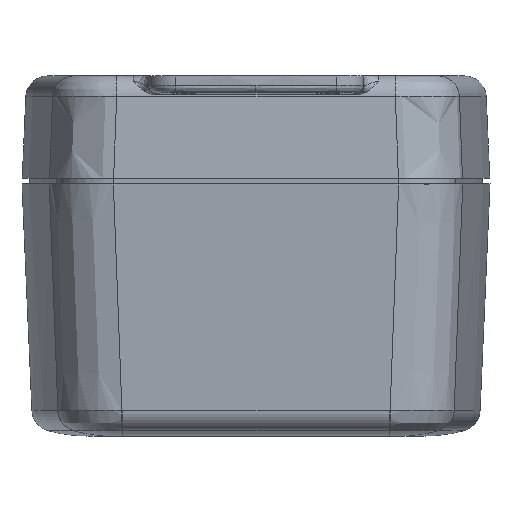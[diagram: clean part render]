
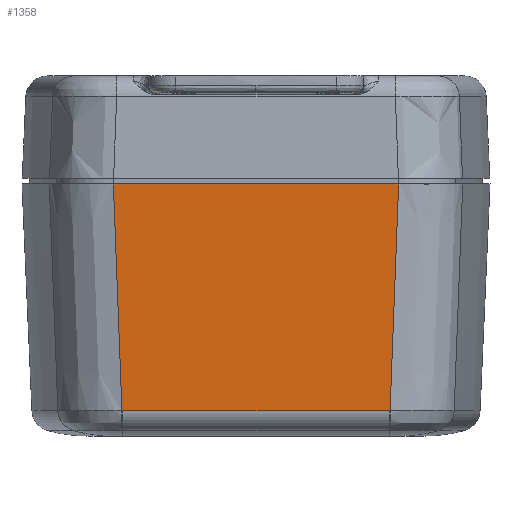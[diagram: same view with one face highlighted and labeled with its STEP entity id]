
A CAD part, left-side view. The second image highlights one B-rep face of the part: STEP entity #1358.
In plain terms, the highlighted face is planar.
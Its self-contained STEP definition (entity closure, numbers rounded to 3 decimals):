
#386 = EDGE_LOOP ( 'NONE', ( #17109, #18139, #21981, #34232, #16694, #26671 ) ) ;
#870 = CARTESIAN_POINT ( 'NONE',  ( 58.626, -18.485, -3.519 ) ) ;
#873 = CARTESIAN_POINT ( 'NONE',  ( 59.248, -19.159, -17.785 ) ) ;
#1358 = ADVANCED_FACE ( 'NONE', ( #22290 ), #28234, .T. ) ;
#3269 = VERTEX_POINT ( 'NONE', #10796 ) ;
#4163 = CARTESIAN_POINT ( 'NONE',  ( 60., 27.5, -35. ) ) ;
#5284 = EDGE_CURVE ( 'NONE', #32169, #3269, #25023, .T. ) ;
#6241 = CARTESIAN_POINT ( 'NONE',  ( 60., -19.809, -35. ) ) ;
#6703 = CARTESIAN_POINT ( 'NONE',  ( 58.626, -18.485, -3.519 ) ) ;
#6907 = CARTESIAN_POINT ( 'NONE',  ( 59.248, 19.159, -17.785 ) ) ;
#7627 = CARTESIAN_POINT ( 'NONE',  ( 58.626, 18.485, -3.519 ) ) ;
#8048 = AXIS2_PLACEMENT_3D ( 'NONE', #15095, #23178, #12418 ) ;
#8415 = B_SPLINE_CURVE_WITH_KNOTS ( 'NONE', 3,
 ( #19543, #14504, #14618, #873, #17201, #27751, #6241 ),
 .UNSPECIFIED., .F., .F.,
 ( 4, 3, 4 ),
 ( 0.004, 0.018, 0.035 ),
 .UNSPECIFIED. ) ;
#8616 = VERTEX_POINT ( 'NONE', #28263 ) ;
#9605 = CARTESIAN_POINT ( 'NONE',  ( 59.499, 19.376, -23.523 ) ) ;
#10209 = LINE ( 'NONE', #17695, #18551 ) ;
#10739 = VERTEX_POINT ( 'NONE', #16888 ) ;
#10796 = CARTESIAN_POINT ( 'NONE',  ( 60., 19.809, -35. ) ) ;
#12395 = CARTESIAN_POINT ( 'NONE',  ( 58.833, 18.799, -8.275 ) ) ;
#12418 = DIRECTION ( 'NONE',  ( 0.044, 0., -0.999 ) ) ;
#14005 = EDGE_CURVE ( 'NONE', #34264, #10739, #15418, .T. ) ;
#14160 = CARTESIAN_POINT ( 'NONE',  ( 58.626, -18.574, -3.519 ) ) ;
#14439 = CARTESIAN_POINT ( 'NONE',  ( 58.626, 18.619, -3.52 ) ) ;
#14504 = CARTESIAN_POINT ( 'NONE',  ( 58.833, -18.799, -8.275 ) ) ;
#14618 = CARTESIAN_POINT ( 'NONE',  ( 59.041, -18.979, -13.03 ) ) ;
#15095 = CARTESIAN_POINT ( 'NONE',  ( 60., 27.5, -35. ) ) ;
#15418 = B_SPLINE_CURVE_WITH_KNOTS ( 'NONE', 3,
 ( #21032, #15888, #32047, #7627 ),
 .UNSPECIFIED., .F., .F.,
 ( 4, 4 ),
 ( 0., 0. ),
 .UNSPECIFIED. ) ;
#15888 = CARTESIAN_POINT ( 'NONE',  ( 58.626, 18.574, -3.519 ) ) ;
#16694 = ORIENTED_EDGE ( 'NONE', *, *, #24144, .T. ) ;
#16707 = EDGE_CURVE ( 'NONE', #10739, #29612, #10209, .T. ) ;
#16888 = CARTESIAN_POINT ( 'NONE',  ( 58.626, 18.485, -3.519 ) ) ;
#17109 = ORIENTED_EDGE ( 'NONE', *, *, #16707, .T. ) ;
#17201 = CARTESIAN_POINT ( 'NONE',  ( 59.499, -19.376, -23.523 ) ) ;
#17334 = CARTESIAN_POINT ( 'NONE',  ( 60., -19.809, -35. ) ) ;
#17585 = DIRECTION ( 'NONE',  ( 0., -1., 0. ) ) ;
#17695 = CARTESIAN_POINT ( 'NONE',  ( 58.626, 27.5, -3.519 ) ) ;
#18139 = ORIENTED_EDGE ( 'NONE', *, *, #21290, .T. ) ;
#18551 = VECTOR ( 'NONE', #17585, 1000. ) ;
#18860 = B_SPLINE_CURVE_WITH_KNOTS ( 'NONE', 3,
 ( #20443, #20103, #9605, #6907, #28687, #12395, #25716 ),
 .UNSPECIFIED., .F., .F.,
 ( 4, 3, 4 ),
 ( 0., 0.017, 0.032 ),
 .UNSPECIFIED. ) ;
#19543 = CARTESIAN_POINT ( 'NONE',  ( 58.626, -18.619, -3.52 ) ) ;
#20103 = CARTESIAN_POINT ( 'NONE',  ( 59.749, 19.592, -29.262 ) ) ;
#20443 = CARTESIAN_POINT ( 'NONE',  ( 60., 19.809, -35. ) ) ;
#21032 = CARTESIAN_POINT ( 'NONE',  ( 58.626, 18.619, -3.52 ) ) ;
#21290 = EDGE_CURVE ( 'NONE', #29612, #8616, #23329, .T. ) ;
#21981 = ORIENTED_EDGE ( 'NONE', *, *, #30965, .T. ) ;
#22290 = FACE_OUTER_BOUND ( 'NONE', #386, .T. ) ;
#22853 = DIRECTION ( 'NONE',  ( 0., 1., 0. ) ) ;
#23178 = DIRECTION ( 'NONE',  ( 0.999, 0., 0.044 ) ) ;
#23329 = B_SPLINE_CURVE_WITH_KNOTS ( 'NONE', 3,
 ( #870, #27287, #14160, #30354 ),
 .UNSPECIFIED., .F., .F.,
 ( 4, 4 ),
 ( 0., 0. ),
 .UNSPECIFIED. ) ;
#24144 = EDGE_CURVE ( 'NONE', #3269, #34264, #18860, .T. ) ;
#25023 = LINE ( 'NONE', #4163, #32571 ) ;
#25716 = CARTESIAN_POINT ( 'NONE',  ( 58.626, 18.619, -3.52 ) ) ;
#26671 = ORIENTED_EDGE ( 'NONE', *, *, #14005, .T. ) ;
#27287 = CARTESIAN_POINT ( 'NONE',  ( 58.626, -18.53, -3.519 ) ) ;
#27751 = CARTESIAN_POINT ( 'NONE',  ( 59.749, -19.592, -29.262 ) ) ;
#28234 = PLANE ( 'NONE',  #8048 ) ;
#28263 = CARTESIAN_POINT ( 'NONE',  ( 58.626, -18.619, -3.52 ) ) ;
#28687 = CARTESIAN_POINT ( 'NONE',  ( 59.041, 18.979, -13.03 ) ) ;
#29612 = VERTEX_POINT ( 'NONE', #6703 ) ;
#30354 = CARTESIAN_POINT ( 'NONE',  ( 58.626, -18.619, -3.52 ) ) ;
#30965 = EDGE_CURVE ( 'NONE', #8616, #32169, #8415, .T. ) ;
#32047 = CARTESIAN_POINT ( 'NONE',  ( 58.626, 18.53, -3.519 ) ) ;
#32169 = VERTEX_POINT ( 'NONE', #17334 ) ;
#32571 = VECTOR ( 'NONE', #22853, 1000. ) ;
#34232 = ORIENTED_EDGE ( 'NONE', *, *, #5284, .T. ) ;
#34264 = VERTEX_POINT ( 'NONE', #14439 ) ;
